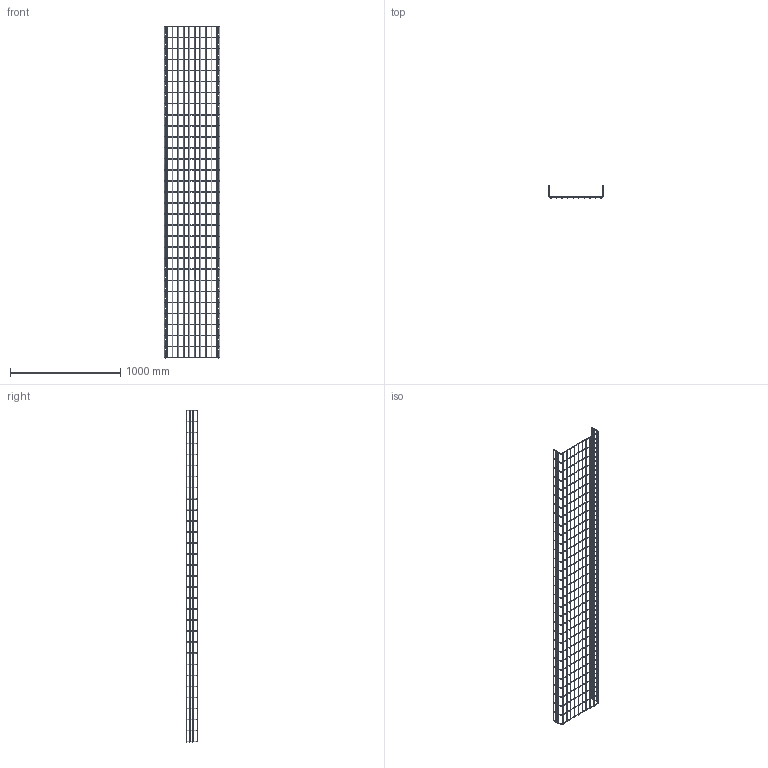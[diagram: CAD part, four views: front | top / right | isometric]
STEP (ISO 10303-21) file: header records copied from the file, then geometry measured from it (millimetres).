
FILE_DESCRIPTION (( 'STEP AP214' ), '1' );
FILE_NAME ('6003631_KSTP1.stp', '2018-08-29T12:49:51', ( '' ), ( '' ), 'SwSTEP 2.0', 'SolidWorks 2016', '' );
FILE_SCHEMA (( 'AUTOMOTIVE_DESIGN' ));
Length unit declared in the file: millimetre
Products named in the file (1): 6003631_KSTP1
Bounding box: 500 x 104.99 x 3005.9 mm (x, y, z)
Volume: 1880887.5 mm3; surface area: 1263099 mm2
Topology: 1 solids, 1 shells, 436 faces, 2390 edges, 1552 vertices
Faces by surface type: cylinder 218, torus 124, plane 94
Entity records: 52752 total; most frequent: CARTESIAN_POINT 34331, ORIENTED_EDGE 4780, DIRECTION 2828, EDGE_CURVE 2390, VERTEX_POINT 1552, AXIS2_PLACEMENT_3D 1057, B_SPLINE_CURVE_WITH_KNOTS 992, EDGE_LOOP 932
